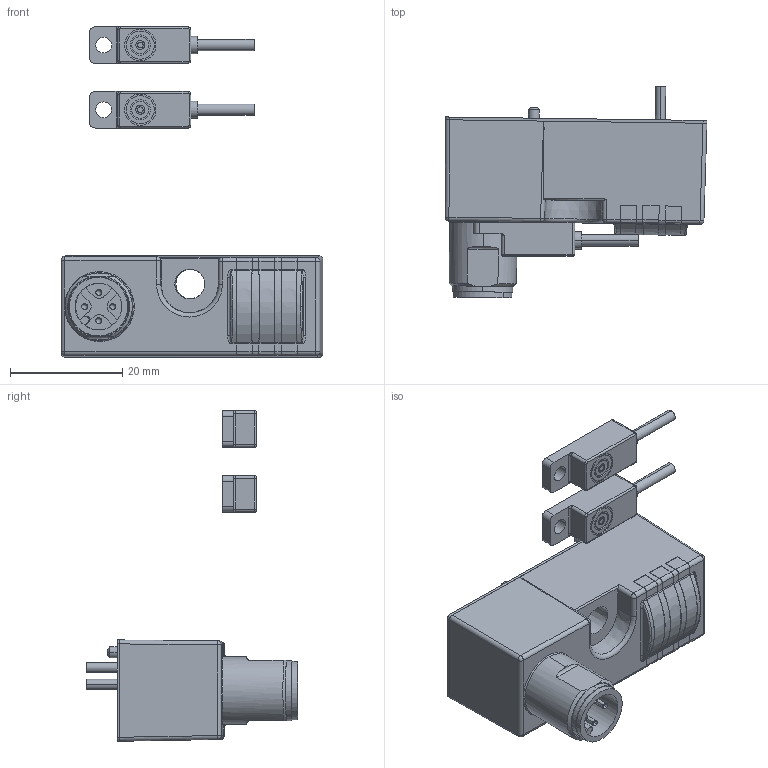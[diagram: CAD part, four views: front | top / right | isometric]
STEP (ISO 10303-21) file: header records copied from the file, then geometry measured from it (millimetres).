
FILE_DESCRIPTION((''),'2;1');
FILE_NAME('DM_CAD-3234_S3_ASM','2018-02-12T',('creinig-se'),(''),'PRO/ENGINEER BY PARAMETRIC TECHNOLOGY CORPORATION, 2015440','PRO/ENGINEER BY PARAMETRIC TECHNOLOGY CORPORATION, 2015440','');
FILE_SCHEMA(('CONFIG_CONTROL_DESIGN'));
Length unit declared in the file: millimetre
Products named in the file (3): DM_CAD-3234_SCHRUMPFV; DM_CAD-2285_04ACP5D; DM_CAD-3234_S3_ASM
Assembly tree (3 placements, depth 2):
  DM_CAD-3234_S3_ASM
    DM_CAD-3234_SCHRUMPFV
    DM_CAD-2285_04ACP5D  x2
Bounding box: 46.58 x 37.66 x 58.75 mm (x, y, z)
Volume: 15228.6 mm3; surface area: 8055.4 mm2
Topology: 3 solids, 3 shells, 485 faces, 1285 edges, 835 vertices
Faces by surface type: plane 190, cylinder 187, bspline 41, cone 18, torus 18, sphere 16, extrusion 15
Entity records: 19132 total; most frequent: CARTESIAN_POINT 5838, ORIENTED_EDGE 2188, DIRECTION 1943, EDGE_CURVE 1094, VERTEX_POINT 701, AXIS2_PLACEMENT_3D 672, VECTOR 599, LINE 584
